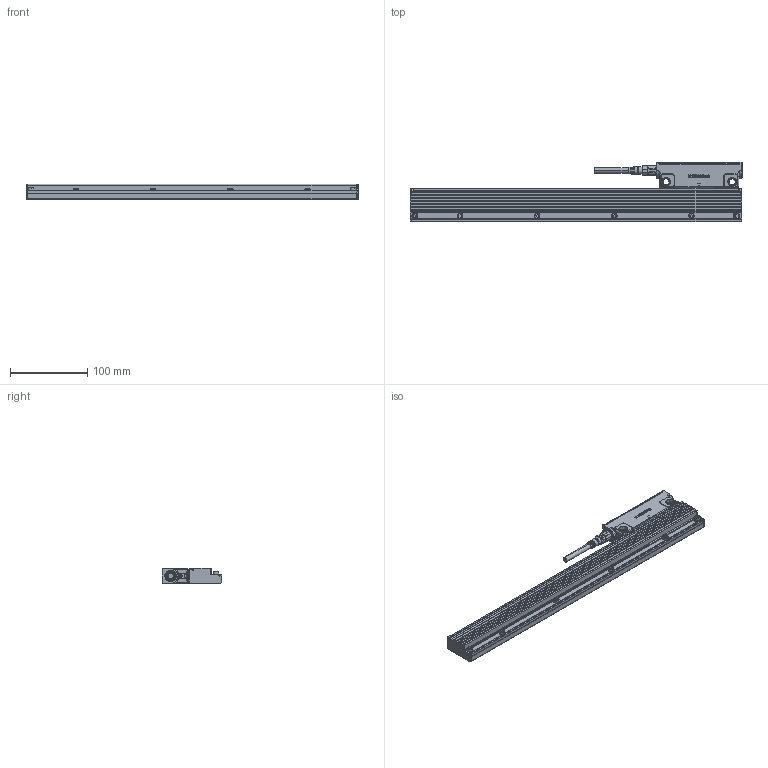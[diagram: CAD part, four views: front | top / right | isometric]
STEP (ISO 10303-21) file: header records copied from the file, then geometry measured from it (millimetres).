
FILE_DESCRIPTION(('CATIA V5 STEP','CAx-IF Rec.Pracs.--- Model Styling and Organization---1.4--- 2014-01-23'),'2;1');
FILE_NAME('SQ57-032-R.stp','2021-01-04T03:59:18+00:00',('none'),('none'),'CATIA Version 5-6 Release 2017 SP5','CATIA V5 STEP AP214','none');
FILE_SCHEMA(('AUTOMOTIVE_DESIGN { 1 0 10303 214 1 1 1 1 }'));
Products named in the file (4): SQ57-032-R; Head ASSY R; Scale cover 320; Scale base 320
Assembly tree (3 placements, depth 2):
  SQ57-032-R
    Head ASSY R
    Scale cover 320
    Scale base 320
Bounding box: 430.5 x 77 x 20 mm (x, y, z)
Volume: 279392.3 mm3; surface area: 175802 mm2
Topology: 3 solids, 33 shells, 3811 faces, 10220 edges, 6518 vertices
Faces by surface type: cone 1186, plane 1076, cylinder 818, bspline 515, torus 175, sphere 34, extrusion 7
Entity records: 138430 total; most frequent: CARTESIAN_POINT 52631, ORIENTED_EDGE 20336, DIRECTION 13063, EDGE_CURVE 10168, VERTEX_POINT 6518, AXIS2_PLACEMENT_3D 6408, VECTOR 4238, LINE 4231
